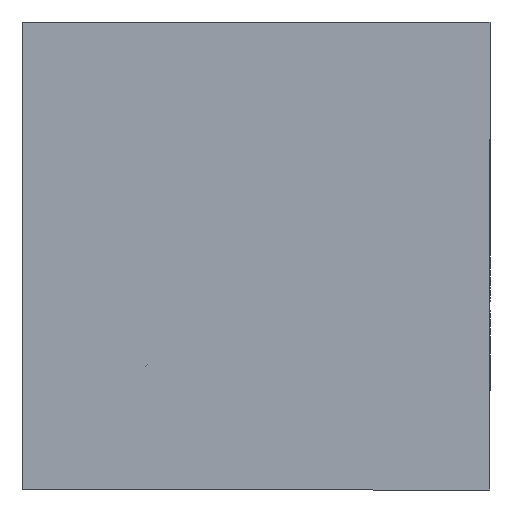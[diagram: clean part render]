
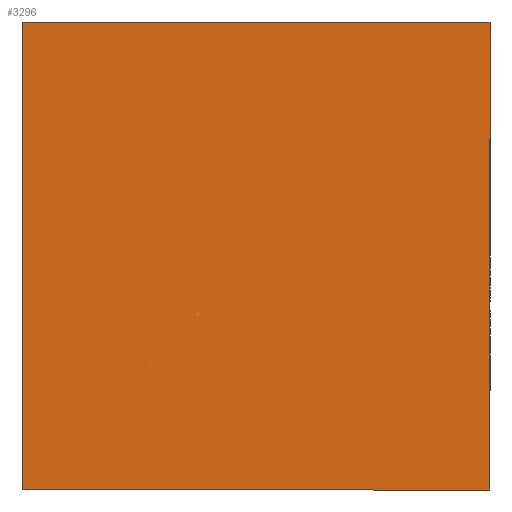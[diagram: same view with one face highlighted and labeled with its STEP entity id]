
A CAD part, front view. The second image highlights one B-rep face of the part: STEP entity #3296.
In plain terms, the highlighted planar face has unit normal (0, -1, 0).
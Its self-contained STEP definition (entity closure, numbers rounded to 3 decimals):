
#52 = AXIS2_PLACEMENT_3D ( 'NONE', #1396, #640, #2690 ) ;
#198 = EDGE_CURVE ( 'NONE', #5047, #1181, #4912, .T. ) ;
#384 = EDGE_CURVE ( 'NONE', #1496, #1181, #482, .T. ) ;
#419 = ORIENTED_EDGE ( 'NONE', *, *, #2789, .F. ) ;
#482 = LINE ( 'NONE', #4225, #1847 ) ;
#640 = DIRECTION ( 'NONE',  ( 0., 1., 0. ) ) ;
#1181 = VERTEX_POINT ( 'NONE', #4169 ) ;
#1268 = ORIENTED_EDGE ( 'NONE', *, *, #3083, .T. ) ;
#1396 = CARTESIAN_POINT ( 'NONE',  ( 0., 0., 0. ) ) ;
#1482 = VERTEX_POINT ( 'NONE', #3170 ) ;
#1496 = VERTEX_POINT ( 'NONE', #3192 ) ;
#1564 = VECTOR ( 'NONE', #3194, 1000. ) ;
#1676 = FACE_OUTER_BOUND ( 'NONE', #4685, .T. ) ;
#1847 = VECTOR ( 'NONE', #4609, 1000. ) ;
#1986 = DIRECTION ( 'NONE',  ( -1., 0., 0. ) ) ;
#2318 = CARTESIAN_POINT ( 'NONE',  ( 11.5, 0., -11.5 ) ) ;
#2369 = LINE ( 'NONE', #2318, #4413 ) ;
#2440 = CARTESIAN_POINT ( 'NONE',  ( 11.5, 0., 11.5 ) ) ;
#2574 = PLANE ( 'NONE',  #52 ) ;
#2583 = DIRECTION ( 'NONE',  ( -1., 0., 0. ) ) ;
#2690 = DIRECTION ( 'NONE',  ( 0., 0., 1. ) ) ;
#2789 = EDGE_CURVE ( 'NONE', #1482, #1496, #2369, .T. ) ;
#3083 = EDGE_CURVE ( 'NONE', #1482, #5047, #4348, .T. ) ;
#3170 = CARTESIAN_POINT ( 'NONE',  ( 11.5, 0., -11.5 ) ) ;
#3192 = CARTESIAN_POINT ( 'NONE',  ( -11.5, 0., -11.5 ) ) ;
#3194 = DIRECTION ( 'NONE',  ( 0., 0., 1. ) ) ;
#3296 = ADVANCED_FACE ( 'NONE', ( #1676 ), #2574, .F. ) ;
#3583 = ORIENTED_EDGE ( 'NONE', *, *, #198, .T. ) ;
#3598 = VECTOR ( 'NONE', #2583, 1000. ) ;
#3617 = CARTESIAN_POINT ( 'NONE',  ( 11.5, 0., -11.5 ) ) ;
#4081 = ORIENTED_EDGE ( 'NONE', *, *, #384, .F. ) ;
#4169 = CARTESIAN_POINT ( 'NONE',  ( -11.5, 0., 11.5 ) ) ;
#4225 = CARTESIAN_POINT ( 'NONE',  ( -11.5, 0., -11.5 ) ) ;
#4348 = LINE ( 'NONE', #3617, #1564 ) ;
#4413 = VECTOR ( 'NONE', #1986, 1000. ) ;
#4609 = DIRECTION ( 'NONE',  ( 0., 0., 1. ) ) ;
#4685 = EDGE_LOOP ( 'NONE', ( #3583, #4081, #419, #1268 ) ) ;
#4912 = LINE ( 'NONE', #4968, #3598 ) ;
#4968 = CARTESIAN_POINT ( 'NONE',  ( 11.5, 0., 11.5 ) ) ;
#5047 = VERTEX_POINT ( 'NONE', #2440 ) ;
